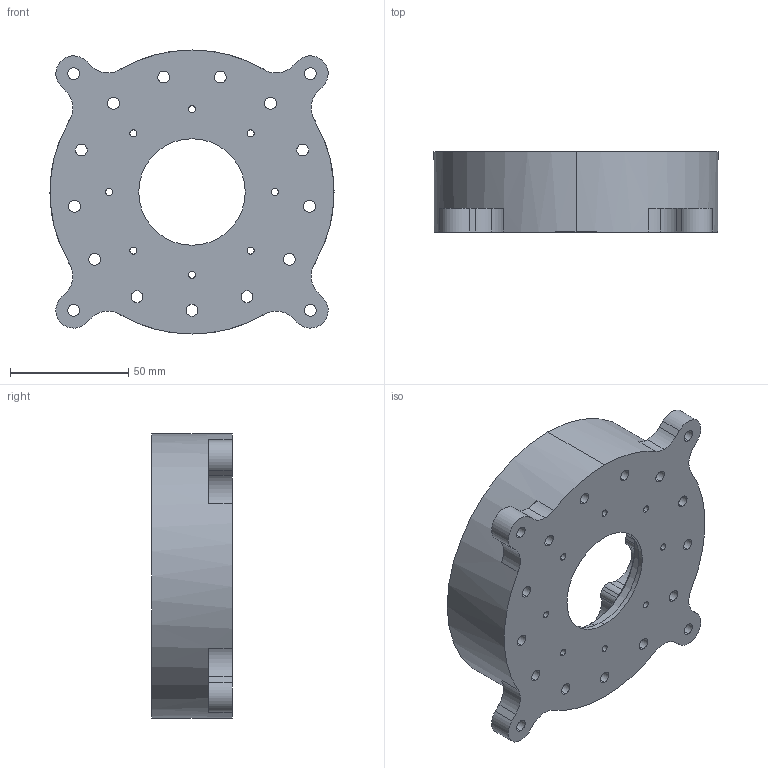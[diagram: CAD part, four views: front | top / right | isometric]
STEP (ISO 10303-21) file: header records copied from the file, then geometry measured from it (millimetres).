
FILE_DESCRIPTION (( 'STEP AP214' ), '1' );
FILE_NAME ('bottom housing.STEP', '2024-11-03T15:33:00', ( '' ), ( '' ), 'SwSTEP 2.0', 'SolidWorks 2023', '' );
FILE_SCHEMA (( 'AUTOMOTIVE_DESIGN' ));
Length unit declared in the file: millimetre
Products named in the file (1): bottom housing
Bounding box: 120 x 34 x 120 mm (x, y, z)
Volume: 161528.4 mm3; surface area: 51420.9 mm2
Topology: 1 solids, 1 shells, 240 faces, 649 edges, 432 vertices
Faces by surface type: cylinder 195, plane 43, cone 2
Entity records: 7920 total; most frequent: DIRECTION 1547, CARTESIAN_POINT 1322, ORIENTED_EDGE 1298, AXIS2_PLACEMENT_3D 657, EDGE_CURVE 649, VERTEX_POINT 432, CIRCLE 416, EDGE_LOOP 313
